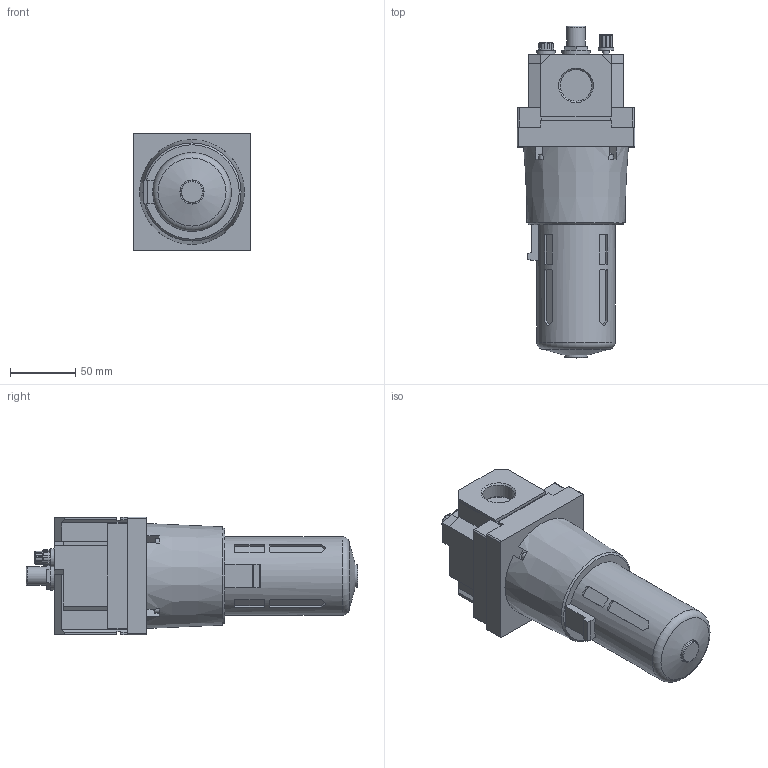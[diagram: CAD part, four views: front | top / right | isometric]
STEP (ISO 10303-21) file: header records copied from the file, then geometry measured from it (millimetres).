
FILE_DESCRIPTION(/* description */ ('STEP AP203'),/* implementation_level */ '2;1');
FILE_NAME(/* name */ 'EIL5000-06',/* time_stamp */ '2025-07-02T17:00:33+02:00',/* author */ ('License CC BY-ND 4.0'),/* organization */ ('CADENAS'),/* preprocessor_version */ 'ST-DEVELOPER v19.3',/* originating_system */ 'PARTsolutions',/* authorisation */ ' ');
FILE_SCHEMA (('CONFIG_CONTROL_DESIGN'));
Length unit declared in the file: millimetre
Products named in the file (1): EIL5000-06
Bounding box: 90 x 254 x 90 mm (x, y, z)
Volume: 1007959 mm3; surface area: 79925.6 mm2
Topology: 1 solids, 1 shells, 318 faces, 856 edges, 565 vertices
Faces by surface type: plane 215, cylinder 71, cone 29, torus 3
Full cylindrical faces by diameter (mm): 4.917 x4, 5 x1, 5.8 x4, 12 x2, 14 x2, 17.5 x1, 22 x1, 24.117 x2, 60.2 x1
Entity records: 9718 total; most frequent: CARTESIAN_POINT 1966, ORIENTED_EDGE 1598, DIRECTION 1528, EDGE_CURVE 799, VERTEX_POINT 553, LINE 530, VECTOR 530, AXIS2_PLACEMENT_3D 499
